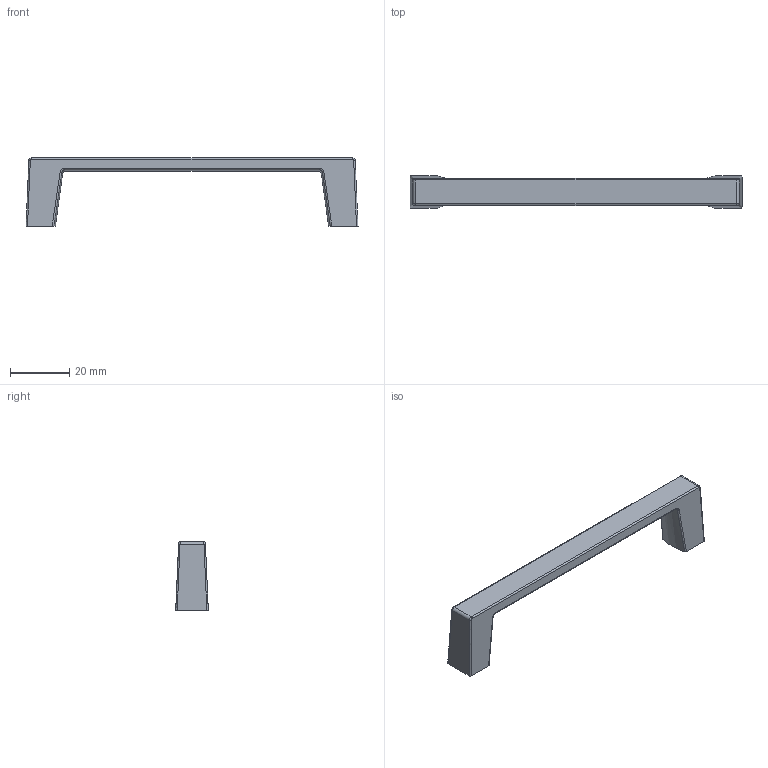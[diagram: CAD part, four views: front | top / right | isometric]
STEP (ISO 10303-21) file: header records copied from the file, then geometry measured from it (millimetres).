
FILE_DESCRIPTION((''),'2;1');
FILE_NAME('','2005-10-07T12:22:42',(''),(''),'','CADfix','');
FILE_SCHEMA(('AUTOMOTIVE_DESIGN'));
Length unit declared in the file: millimetre
Products named in the file (1): pull
Bounding box: 112 x 11 x 23 mm (x, y, z)
Volume: 7991.9 mm3; surface area: 4732.2 mm2
Topology: 1 solids, 1 shells, 40 faces, 100 edges, 64 vertices
Faces by surface type: bspline 40
Entity records: 1918 total; most frequent: CARTESIAN_POINT 1353, ORIENTED_EDGE 200, EDGE_CURVE 100, VERTEX_POINT 64, EDGE_LOOP 42, FACE_OUTER_BOUND 40, ADVANCED_FACE 40, QUASI_UNIFORM_CURVE 30
